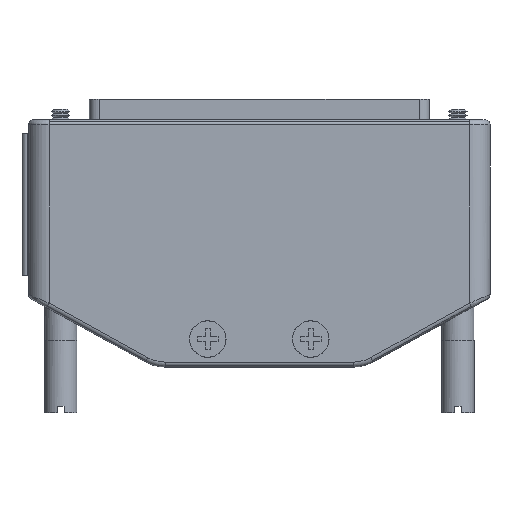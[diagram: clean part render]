
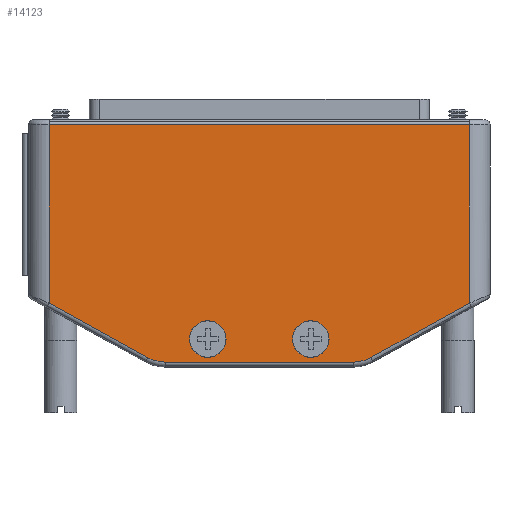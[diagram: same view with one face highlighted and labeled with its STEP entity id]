
A CAD part, front view. The second image highlights one B-rep face of the part: STEP entity #14123.
In plain terms, the highlighted planar face has unit normal (0, -1, 0).
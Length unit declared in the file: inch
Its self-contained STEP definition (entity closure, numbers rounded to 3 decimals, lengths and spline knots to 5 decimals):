
#214 = VERTEX_POINT ( 'NONE', #4827 ) ;
#269 = CARTESIAN_POINT ( 'NONE',  ( 0.31946, -0.35, 0.23168 ) ) ;
#685 = DIRECTION ( 'NONE',  ( 0., 1., 0. ) ) ;
#785 = CARTESIAN_POINT ( 'NONE',  ( 1.205, -0.35, 1.55922 ) ) ;
#974 = CIRCLE ( 'NONE', #5983, 0.22 ) ;
#975 = DIRECTION ( 'NONE',  ( 0., -1., 0. ) ) ;
#1057 = CARTESIAN_POINT ( 'NONE',  ( 1.5175, -0.35, 0.11904 ) ) ;
#1203 = EDGE_CURVE ( 'NONE', #14793, #14772, #1656, .T. ) ;
#1382 = VERTEX_POINT ( 'NONE', #2651 ) ;
#1656 = CIRCLE ( 'NONE', #2415, 0.11018 ) ;
#1689 = CARTESIAN_POINT ( 'NONE',  ( 1.205, -0.35, 0.08922 ) ) ;
#1745 = ORIENTED_EDGE ( 'NONE', *, *, #6572, .F. ) ;
#1770 = LINE ( 'NONE', #1689, #4244 ) ;
#2051 = FACE_BOUND ( 'NONE', #7267, .T. ) ;
#2086 = EDGE_CURVE ( 'NONE', #5733, #1382, #4487, .T. ) ;
#2222 = CARTESIAN_POINT ( 'NONE',  ( 2.48, -0.35, 1.55922 ) ) ;
#2415 = AXIS2_PLACEMENT_3D ( 'NONE', #9359, #975, #10616 ) ;
#2651 = CARTESIAN_POINT ( 'NONE',  ( 2.48, -0.35, 1.52922 ) ) ;
#3058 = DIRECTION ( 'NONE',  ( 0., -1., 0. ) ) ;
#3178 = VERTEX_POINT ( 'NONE', #9868 ) ;
#3657 = LINE ( 'NONE', #15385, #7677 ) ;
#3886 = DIRECTION ( 'NONE',  ( -0.876, 0., 0.483 ) ) ;
#3926 = ORIENTED_EDGE ( 'NONE', *, *, #13292, .F. ) ;
#4053 = CARTESIAN_POINT ( 'NONE',  ( 1.77562, -0.35, 0.30922 ) ) ;
#4203 = AXIS2_PLACEMENT_3D ( 'NONE', #7722, #15052, #4284 ) ;
#4244 = VECTOR ( 'NONE', #6636, 39.37008 ) ;
#4284 = DIRECTION ( 'NONE',  ( 0., 0., -1. ) ) ;
#4296 = CARTESIAN_POINT ( 'NONE',  ( 0.63438, -0.35, 0.08922 ) ) ;
#4329 = CARTESIAN_POINT ( 'NONE',  ( -0.07, -0.35, 1.52922 ) ) ;
#4392 = ORIENTED_EDGE ( 'NONE', *, *, #8927, .F. ) ;
#4439 = ORIENTED_EDGE ( 'NONE', *, *, #11331, .F. ) ;
#4469 = AXIS2_PLACEMENT_3D ( 'NONE', #4053, #10089, #11520 ) ;
#4487 = LINE ( 'NONE', #11552, #15218 ) ;
#4515 = VECTOR ( 'NONE', #11491, 39.37008 ) ;
#4691 = ORIENTED_EDGE ( 'NONE', *, *, #14804, .T. ) ;
#4744 = LINE ( 'NONE', #9583, #12685 ) ;
#4751 = EDGE_CURVE ( 'NONE', #13390, #3178, #9207, .T. ) ;
#4827 = CARTESIAN_POINT ( 'NONE',  ( -0.07, -0.35, 0.44652 ) ) ;
#5074 = LINE ( 'NONE', #269, #7471 ) ;
#5231 = DIRECTION ( 'NONE',  ( -0.249, 0., -0.968 ) ) ;
#5371 = ORIENTED_EDGE ( 'NONE', *, *, #6254, .T. ) ;
#5433 = ORIENTED_EDGE ( 'NONE', *, *, #7203, .T. ) ;
#5585 = DIRECTION ( 'NONE',  ( 0., 0., -1. ) ) ;
#5702 = CIRCLE ( 'NONE', #14489, 0.11018 ) ;
#5733 = VERTEX_POINT ( 'NONE', #4329 ) ;
#5849 = CARTESIAN_POINT ( 'NONE',  ( 0.8925, -0.35, 0.22922 ) ) ;
#5983 = AXIS2_PLACEMENT_3D ( 'NONE', #6391, #10155, #5231 ) ;
#6254 = EDGE_CURVE ( 'NONE', #12479, #9016, #9491, .T. ) ;
#6391 = CARTESIAN_POINT ( 'NONE',  ( 0.63438, -0.35, 0.30922 ) ) ;
#6572 = EDGE_CURVE ( 'NONE', #8024, #214, #5074, .T. ) ;
#6636 = DIRECTION ( 'NONE',  ( -1., 0., 0. ) ) ;
#6672 = CARTESIAN_POINT ( 'NONE',  ( 0.8925, -0.35, 0.33939 ) ) ;
#6805 = CARTESIAN_POINT ( 'NONE',  ( 2.48, -0.35, 0.44652 ) ) ;
#6828 = CARTESIAN_POINT ( 'NONE',  ( 0.8925, -0.35, 0.22922 ) ) ;
#6900 = DIRECTION ( 'NONE',  ( 0., 0., -1. ) ) ;
#7043 = CARTESIAN_POINT ( 'NONE',  ( 1.5175, -0.35, 0.33939 ) ) ;
#7203 = EDGE_CURVE ( 'NONE', #5733, #214, #3657, .T. ) ;
#7267 = EDGE_LOOP ( 'NONE', ( #4691, #5371 ) ) ;
#7471 = VECTOR ( 'NONE', #3886, 39.37008 ) ;
#7677 = VECTOR ( 'NONE', #14189, 39.37008 ) ;
#7722 = CARTESIAN_POINT ( 'NONE',  ( 1.5175, -0.35, 0.22922 ) ) ;
#8024 = VERTEX_POINT ( 'NONE', #10413 ) ;
#8404 = DIRECTION ( 'NONE',  ( -0.876, 0., -0.483 ) ) ;
#8416 = VERTEX_POINT ( 'NONE', #6805 ) ;
#8927 = EDGE_CURVE ( 'NONE', #8416, #13390, #4744, .T. ) ;
#9016 = VERTEX_POINT ( 'NONE', #6672 ) ;
#9207 = CIRCLE ( 'NONE', #4469, 0.22 ) ;
#9359 = CARTESIAN_POINT ( 'NONE',  ( 1.5175, -0.35, 0.22922 ) ) ;
#9484 = ORIENTED_EDGE ( 'NONE', *, *, #11704, .F. ) ;
#9491 = CIRCLE ( 'NONE', #14775, 0.11018 ) ;
#9583 = CARTESIAN_POINT ( 'NONE',  ( 2.09054, -0.35, 0.23168 ) ) ;
#9868 = CARTESIAN_POINT ( 'NONE',  ( 1.77562, -0.35, 0.08922 ) ) ;
#10089 = DIRECTION ( 'NONE',  ( 0., 1., 0. ) ) ;
#10155 = DIRECTION ( 'NONE',  ( 0., 1., 0. ) ) ;
#10360 = PLANE ( 'NONE',  #13203 ) ;
#10400 = DIRECTION ( 'NONE',  ( 0., 1., 0. ) ) ;
#10413 = CARTESIAN_POINT ( 'NONE',  ( 0.52812, -0.35, 0.11658 ) ) ;
#10616 = DIRECTION ( 'NONE',  ( 0., 0., -1. ) ) ;
#10745 = EDGE_CURVE ( 'NONE', #14661, #8024, #974, .T. ) ;
#11318 = EDGE_LOOP ( 'NONE', ( #15392, #5433, #1745, #14805, #9484, #15407, #4392, #4439 ) ) ;
#11331 = EDGE_CURVE ( 'NONE', #1382, #8416, #12971, .T. ) ;
#11491 = DIRECTION ( 'NONE',  ( 0., 0., -1. ) ) ;
#11520 = DIRECTION ( 'NONE',  ( 0.249, 0., -0.968 ) ) ;
#11552 = CARTESIAN_POINT ( 'NONE',  ( 1.905, -0.35, 1.52922 ) ) ;
#11704 = EDGE_CURVE ( 'NONE', #3178, #14661, #1770, .T. ) ;
#11851 = DIRECTION ( 'NONE',  ( 1., 0., 0. ) ) ;
#12479 = VERTEX_POINT ( 'NONE', #12950 ) ;
#12565 = FACE_BOUND ( 'NONE', #14987, .T. ) ;
#12685 = VECTOR ( 'NONE', #8404, 39.37008 ) ;
#12725 = FACE_OUTER_BOUND ( 'NONE', #11318, .T. ) ;
#12914 = DIRECTION ( 'NONE',  ( 0., 0., -1. ) ) ;
#12950 = CARTESIAN_POINT ( 'NONE',  ( 0.8925, -0.35, 0.11904 ) ) ;
#12971 = LINE ( 'NONE', #2222, #4515 ) ;
#13203 = AXIS2_PLACEMENT_3D ( 'NONE', #785, #3058, #5585 ) ;
#13292 = EDGE_CURVE ( 'NONE', #14772, #14793, #15261, .T. ) ;
#13390 = VERTEX_POINT ( 'NONE', #15433 ) ;
#14123 = ADVANCED_FACE ( 'NONE', ( #2051, #12725, #12565 ), #10360, .T. ) ;
#14189 = DIRECTION ( 'NONE',  ( 0., 0., -1. ) ) ;
#14489 = AXIS2_PLACEMENT_3D ( 'NONE', #5849, #10400, #12914 ) ;
#14661 = VERTEX_POINT ( 'NONE', #4296 ) ;
#14772 = VERTEX_POINT ( 'NONE', #1057 ) ;
#14775 = AXIS2_PLACEMENT_3D ( 'NONE', #6828, #685, #6900 ) ;
#14793 = VERTEX_POINT ( 'NONE', #7043 ) ;
#14804 = EDGE_CURVE ( 'NONE', #9016, #12479, #5702, .T. ) ;
#14805 = ORIENTED_EDGE ( 'NONE', *, *, #10745, .F. ) ;
#14987 = EDGE_LOOP ( 'NONE', ( #3926, #15524 ) ) ;
#15052 = DIRECTION ( 'NONE',  ( 0., -1., 0. ) ) ;
#15218 = VECTOR ( 'NONE', #11851, 39.37008 ) ;
#15261 = CIRCLE ( 'NONE', #4203, 0.11018 ) ;
#15385 = CARTESIAN_POINT ( 'NONE',  ( -0.07, -0.35, 1.55922 ) ) ;
#15392 = ORIENTED_EDGE ( 'NONE', *, *, #2086, .F. ) ;
#15407 = ORIENTED_EDGE ( 'NONE', *, *, #4751, .F. ) ;
#15433 = CARTESIAN_POINT ( 'NONE',  ( 1.88188, -0.35, 0.11658 ) ) ;
#15524 = ORIENTED_EDGE ( 'NONE', *, *, #1203, .F. ) ;
